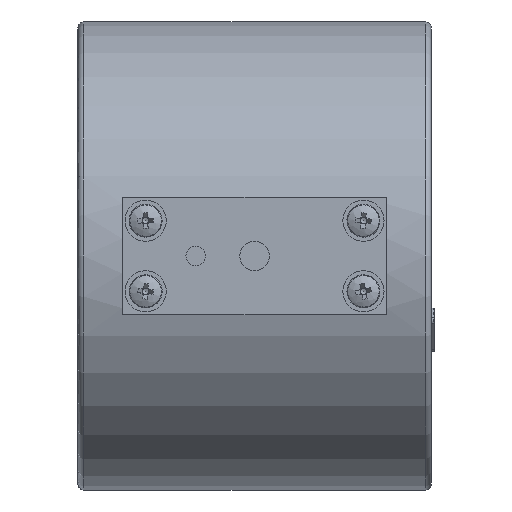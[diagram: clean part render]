
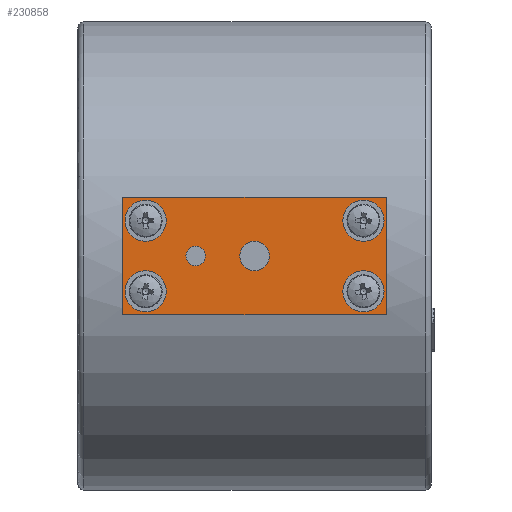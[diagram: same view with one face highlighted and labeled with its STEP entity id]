
A CAD part, front view. The second image highlights one B-rep face of the part: STEP entity #230858.
In plain terms, the highlighted planar face has unit normal (0, -1, 0).
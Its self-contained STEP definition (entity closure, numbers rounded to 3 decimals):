
#4541 = DIRECTION ( 'NONE',  ( -1., 0., 0. ) ) ;
#9645 = CARTESIAN_POINT ( 'NONE',  ( 30., -44.25, 0. ) ) ;
#11723 = EDGE_LOOP ( 'NONE', ( #76599 ) ) ;
#11827 = DIRECTION ( 'NONE',  ( 0., 0., -1. ) ) ;
#12669 = CARTESIAN_POINT ( 'NONE',  ( 52., -44.25, 6. ) ) ;
#13428 = CARTESIAN_POINT ( 'NONE',  ( 7.6, -44.25, -10. ) ) ;
#18754 = CARTESIAN_POINT ( 'NONE',  ( 48.5, -44.25, -6. ) ) ;
#20618 = DIRECTION ( 'NONE',  ( 0., 1., 0. ) ) ;
#27866 = AXIS2_PLACEMENT_3D ( 'NONE', #173389, #50402, #113281 ) ;
#32285 = EDGE_CURVE ( 'NONE', #205524, #205524, #218643, .T. ) ;
#34266 = CARTESIAN_POINT ( 'NONE',  ( 52.4, -44.25, 10. ) ) ;
#35467 = EDGE_LOOP ( 'NONE', ( #87988, #235849, #182692, #100334 ) ) ;
#36672 = FACE_BOUND ( 'NONE', #58851, .T. ) ;
#43086 = DIRECTION ( 'NONE',  ( 0., -1., 0. ) ) ;
#50402 = DIRECTION ( 'NONE',  ( 0., -1., 0. ) ) ;
#51690 = EDGE_CURVE ( 'NONE', #142877, #142877, #137018, .T. ) ;
#54430 = VECTOR ( 'NONE', #74109, 1000. ) ;
#54813 = AXIS2_PLACEMENT_3D ( 'NONE', #140256, #160289, #75984 ) ;
#55331 = LINE ( 'NONE', #235921, #65774 ) ;
#55413 = PLANE ( 'NONE',  #55622 ) ;
#55622 = AXIS2_PLACEMENT_3D ( 'NONE', #184937, #20618, #4541 ) ;
#58851 = EDGE_LOOP ( 'NONE', ( #78303 ) ) ;
#59346 = FACE_BOUND ( 'NONE', #11723, .T. ) ;
#63262 = VECTOR ( 'NONE', #11827, 1000. ) ;
#64443 = AXIS2_PLACEMENT_3D ( 'NONE', #167413, #43086, #87129 ) ;
#65774 = VECTOR ( 'NONE', #215762, 1000. ) ;
#67029 = VERTEX_POINT ( 'NONE', #93928 ) ;
#69708 = DIRECTION ( 'NONE',  ( 0., -1., 0. ) ) ;
#71880 = CARTESIAN_POINT ( 'NONE',  ( 7.6, -44.25, -10. ) ) ;
#74109 = DIRECTION ( 'NONE',  ( -1., 0., 0. ) ) ;
#75984 = DIRECTION ( 'NONE',  ( 1., 0., 0. ) ) ;
#76599 = ORIENTED_EDGE ( 'NONE', *, *, #51690, .F. ) ;
#76713 = FACE_BOUND ( 'NONE', #198472, .T. ) ;
#77602 = VERTEX_POINT ( 'NONE', #34266 ) ;
#78303 = ORIENTED_EDGE ( 'NONE', *, *, #192976, .F. ) ;
#80392 = DIRECTION ( 'NONE',  ( 0., 0., 1. ) ) ;
#87129 = DIRECTION ( 'NONE',  ( 1., 0., 0. ) ) ;
#87988 = ORIENTED_EDGE ( 'NONE', *, *, #125734, .T. ) ;
#93928 = CARTESIAN_POINT ( 'NONE',  ( 52.4, -44.25, -10. ) ) ;
#96595 = CARTESIAN_POINT ( 'NONE',  ( 52.4, -44.25, -10. ) ) ;
#100277 = DIRECTION ( 'NONE',  ( 0., -1., 0. ) ) ;
#100334 = ORIENTED_EDGE ( 'NONE', *, *, #134613, .T. ) ;
#107486 = AXIS2_PLACEMENT_3D ( 'NONE', #18754, #100277, #181743 ) ;
#113281 = DIRECTION ( 'NONE',  ( 1., 0., 0. ) ) ;
#119585 = CARTESIAN_POINT ( 'NONE',  ( 11.5, -44.25, -6. ) ) ;
#120538 = EDGE_CURVE ( 'NONE', #197497, #67029, #55331, .T. ) ;
#125734 = EDGE_CURVE ( 'NONE', #175173, #197497, #256424, .T. ) ;
#134613 = EDGE_CURVE ( 'NONE', #77602, #175173, #175699, .T. ) ;
#135248 = DIRECTION ( 'NONE',  ( 1., 0., 0. ) ) ;
#137018 = CIRCLE ( 'NONE', #64443, 1.65 ) ;
#139775 = ORIENTED_EDGE ( 'NONE', *, *, #32285, .F. ) ;
#140256 = CARTESIAN_POINT ( 'NONE',  ( 48.5, -44.25, 6. ) ) ;
#140566 = VERTEX_POINT ( 'NONE', #12669 ) ;
#142877 = VERTEX_POINT ( 'NONE', #208131 ) ;
#150384 = VERTEX_POINT ( 'NONE', #171695 ) ;
#154251 = AXIS2_PLACEMENT_3D ( 'NONE', #9645, #69708, #135248 ) ;
#158383 = FACE_BOUND ( 'NONE', #166721, .T. ) ;
#158448 = CIRCLE ( 'NONE', #154251, 2.5 ) ;
#160289 = DIRECTION ( 'NONE',  ( 0., -1., 0. ) ) ;
#160725 = EDGE_CURVE ( 'NONE', #67029, #77602, #263678, .T. ) ;
#161044 = DIRECTION ( 'NONE',  ( 1., 0., 0. ) ) ;
#163079 = EDGE_CURVE ( 'NONE', #202547, #202547, #218331, .T. ) ;
#163357 = AXIS2_PLACEMENT_3D ( 'NONE', #119585, #202346, #161044 ) ;
#166485 = VERTEX_POINT ( 'NONE', #248068 ) ;
#166494 = EDGE_CURVE ( 'NONE', #166485, #166485, #224252, .T. ) ;
#166721 = EDGE_LOOP ( 'NONE', ( #139775 ) ) ;
#167413 = CARTESIAN_POINT ( 'NONE',  ( 20., -44.25, 0. ) ) ;
#171695 = CARTESIAN_POINT ( 'NONE',  ( 32.5, -44.25, 0. ) ) ;
#173389 = CARTESIAN_POINT ( 'NONE',  ( 11.5, -44.25, 6. ) ) ;
#175173 = VERTEX_POINT ( 'NONE', #175647 ) ;
#175647 = CARTESIAN_POINT ( 'NONE',  ( 7.6, -44.25, 10. ) ) ;
#175697 = FACE_BOUND ( 'NONE', #233001, .T. ) ;
#175699 = LINE ( 'NONE', #237311, #54430 ) ;
#181743 = DIRECTION ( 'NONE',  ( 1., 0., 0. ) ) ;
#182692 = ORIENTED_EDGE ( 'NONE', *, *, #160725, .T. ) ;
#184937 = CARTESIAN_POINT ( 'NONE',  ( 7.6, -44.25, 10. ) ) ;
#185132 = CARTESIAN_POINT ( 'NONE',  ( 52., -44.25, -6. ) ) ;
#189625 = EDGE_LOOP ( 'NONE', ( #213341 ) ) ;
#192976 = EDGE_CURVE ( 'NONE', #150384, #150384, #158448, .T. ) ;
#197497 = VERTEX_POINT ( 'NONE', #13428 ) ;
#198472 = EDGE_LOOP ( 'NONE', ( #261345 ) ) ;
#198681 = VECTOR ( 'NONE', #80392, 1000. ) ;
#202346 = DIRECTION ( 'NONE',  ( 0., -1., 0. ) ) ;
#202547 = VERTEX_POINT ( 'NONE', #185132 ) ;
#204211 = CARTESIAN_POINT ( 'NONE',  ( 15., -44.25, -6. ) ) ;
#205524 = VERTEX_POINT ( 'NONE', #204211 ) ;
#208131 = CARTESIAN_POINT ( 'NONE',  ( 21.65, -44.25, 0. ) ) ;
#213341 = ORIENTED_EDGE ( 'NONE', *, *, #163079, .F. ) ;
#215762 = DIRECTION ( 'NONE',  ( 1., 0., 0. ) ) ;
#218323 = EDGE_CURVE ( 'NONE', #140566, #140566, #237891, .T. ) ;
#218331 = CIRCLE ( 'NONE', #107486, 3.5 ) ;
#218643 = CIRCLE ( 'NONE', #163357, 3.5 ) ;
#224252 = CIRCLE ( 'NONE', #27866, 3.5 ) ;
#230858 = ADVANCED_FACE ( 'NONE', ( #59346, #36672, #175697, #76713, #258690, #158383, #238627 ), #55413, .F. ) ;
#233001 = EDGE_LOOP ( 'NONE', ( #240591 ) ) ;
#235849 = ORIENTED_EDGE ( 'NONE', *, *, #120538, .T. ) ;
#235921 = CARTESIAN_POINT ( 'NONE',  ( 7.6, -44.25, -10. ) ) ;
#237311 = CARTESIAN_POINT ( 'NONE',  ( 7.6, -44.25, 10. ) ) ;
#237891 = CIRCLE ( 'NONE', #54813, 3.5 ) ;
#238627 = FACE_OUTER_BOUND ( 'NONE', #35467, .T. ) ;
#240591 = ORIENTED_EDGE ( 'NONE', *, *, #166494, .F. ) ;
#248068 = CARTESIAN_POINT ( 'NONE',  ( 15., -44.25, 6. ) ) ;
#256424 = LINE ( 'NONE', #71880, #63262 ) ;
#258690 = FACE_BOUND ( 'NONE', #189625, .T. ) ;
#261345 = ORIENTED_EDGE ( 'NONE', *, *, #218323, .F. ) ;
#263678 = LINE ( 'NONE', #96595, #198681 ) ;
